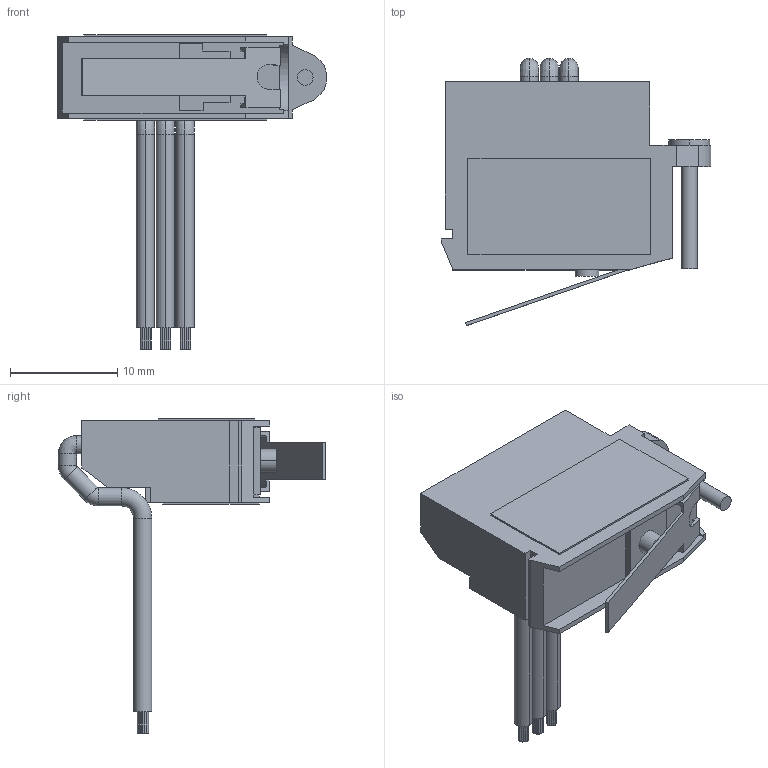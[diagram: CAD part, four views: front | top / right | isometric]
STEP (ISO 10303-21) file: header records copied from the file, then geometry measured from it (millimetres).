
FILE_DESCRIPTION((''),'2;1');
FILE_NAME('AUX-GO-0-1-2-3D_ASM','2022-05-05T19:24:34',('SESA654545'),('Schneider-Electric'),'CREO PARAMETRIC BY PTC INC, 2019471','CREO PARAMETRIC BY PTC INC, 2019471','');
FILE_SCHEMA(('CONFIG_CONTROL_DESIGN'));
Length unit declared in the file: millimetre
Products named in the file (2): AUX-GO-0-1-2; AUX-GO-0-1-2-3D_ASM
Assembly tree (1 placements, depth 2):
  AUX-GO-0-1-2-3D_ASM
    AUX-GO-0-1-2
Bounding box: 25.11 x 24.89 x 29.26 mm (x, y, z)
Volume: 2628.9 mm3; surface area: 2234.1 mm2
Topology: 1 solids, 1 shells, 354 faces, 951 edges, 623 vertices
Faces by surface type: plane 175, cylinder 155, torus 18, bspline 6
Entity records: 11608 total; most frequent: CARTESIAN_POINT 2631, DIRECTION 1907, ORIENTED_EDGE 1876, EDGE_CURVE 938, AXIS2_PLACEMENT_3D 748, VERTEX_POINT 618, VECTOR 411, LINE 411
